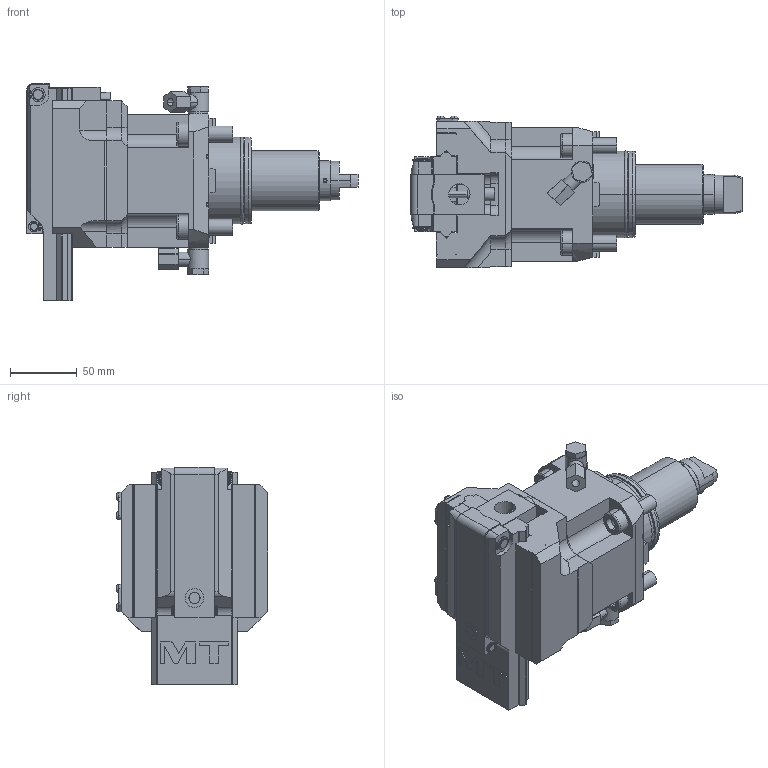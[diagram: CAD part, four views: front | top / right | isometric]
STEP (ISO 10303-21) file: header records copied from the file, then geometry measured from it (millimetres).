
FILE_DESCRIPTION((''),'2;1');
FILE_NAME('DWO1520100_CONF','2023-05-05T16:35:59',('gvalli'),('M.T. srl'),'CREO PARAMETRIC BY PTC INC, 2021072','CREO PARAMETRIC BY PTC INC, 2021072','');
FILE_SCHEMA(('CONFIG_CONTROL_DESIGN'));
Length unit declared in the file: millimetre
Products named in the file (1): DWO1520100_CONF
Bounding box: 249.05 x 113.65 x 163 mm (x, y, z)
Volume: 1492724.7 mm3; surface area: 156066.3 mm2
Topology: 1 solids, 1 shells, 691 faces, 1803 edges, 1138 vertices
Faces by surface type: plane 360, cylinder 253, cone 46, torus 22, bspline 8, extrusion 2
Entity records: 23129 total; most frequent: CARTESIAN_POINT 5842, DIRECTION 3647, ORIENTED_EDGE 3574, EDGE_CURVE 1787, AXIS2_PLACEMENT_3D 1277, VERTEX_POINT 1138, VECTOR 1093, LINE 1091
